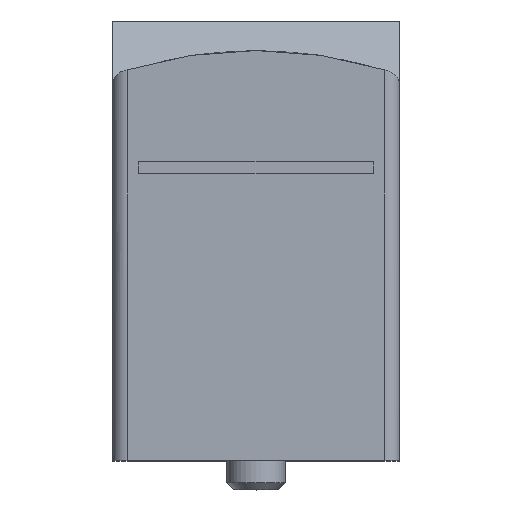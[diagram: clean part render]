
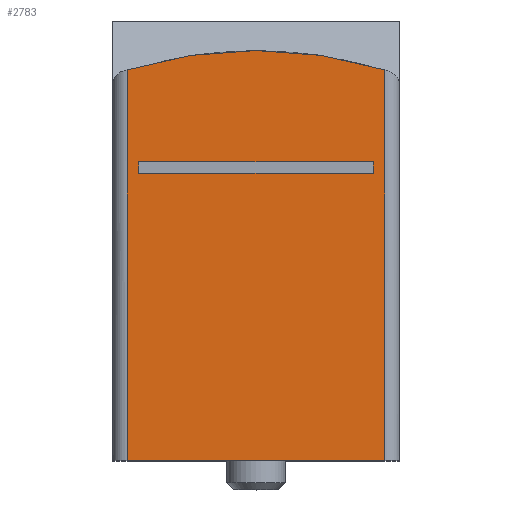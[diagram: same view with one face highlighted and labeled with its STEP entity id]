
A CAD part, top view. The second image highlights one B-rep face of the part: STEP entity #2783.
In plain terms, the highlighted planar face has unit normal (0, 0, 1).
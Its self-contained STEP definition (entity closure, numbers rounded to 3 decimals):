
#38=PLANE('',#3019);
#129=CIRCLE('',#2931,15.);
#320=LINE('',#4346,#614);
#342=LINE('',#4406,#636);
#343=LINE('',#4409,#637);
#344=LINE('',#4411,#638);
#345=LINE('',#4413,#639);
#346=LINE('',#4414,#640);
#347=LINE('',#4415,#641);
#614=VECTOR('',#3443,1000.);
#636=VECTOR('',#3501,1000.);
#637=VECTOR('',#3502,1000.);
#638=VECTOR('',#3503,1000.);
#639=VECTOR('',#3504,1000.);
#640=VECTOR('',#3505,1000.);
#641=VECTOR('',#3506,1000.);
#1035=ORIENTED_EDGE('',*,*,#1831,.F.);
#1036=ORIENTED_EDGE('',*,*,#1832,.T.);
#1037=ORIENTED_EDGE('',*,*,#1833,.T.);
#1038=ORIENTED_EDGE('',*,*,#1834,.F.);
#1039=ORIENTED_EDGE('',*,*,#1798,.T.);
#1040=ORIENTED_EDGE('',*,*,#1835,.F.);
#1041=ORIENTED_EDGE('',*,*,#1665,.T.);
#1042=ORIENTED_EDGE('',*,*,#1836,.T.);
#1665=EDGE_CURVE('',#2079,#2078,#129,.T.);
#1798=EDGE_CURVE('',#2194,#2193,#320,.T.);
#1831=EDGE_CURVE('',#2214,#2215,#342,.T.);
#1832=EDGE_CURVE('',#2214,#2216,#343,.T.);
#1833=EDGE_CURVE('',#2216,#2217,#344,.T.);
#1834=EDGE_CURVE('',#2215,#2217,#345,.T.);
#1835=EDGE_CURVE('',#2079,#2193,#346,.T.);
#1836=EDGE_CURVE('',#2078,#2194,#347,.T.);
#2078=VERTEX_POINT('',#4063);
#2079=VERTEX_POINT('',#4065);
#2193=VERTEX_POINT('',#4345);
#2194=VERTEX_POINT('',#4347);
#2214=VERTEX_POINT('',#4407);
#2215=VERTEX_POINT('',#4408);
#2216=VERTEX_POINT('',#4410);
#2217=VERTEX_POINT('',#4412);
#2395=EDGE_LOOP('',(#1035,#1036,#1037,#1038));
#2396=EDGE_LOOP('',(#1039,#1040,#1041,#1042));
#2567=FACE_BOUND('',#2395,.T.);
#2568=FACE_BOUND('',#2396,.T.);
#2783=ADVANCED_FACE('',(#2567,#2568),#38,.T.);
#2931=AXIS2_PLACEMENT_3D('',#4064,#3220,#3221);
#3019=AXIS2_PLACEMENT_3D('',#4405,#3499,#3500);
#3220=DIRECTION('',(0.,0.,1.));
#3221=DIRECTION('',(1.,0.,0.));
#3443=DIRECTION('',(1.,0.,0.));
#3499=DIRECTION('',(0.,0.,1.));
#3500=DIRECTION('',(1.,0.,0.));
#3501=DIRECTION('',(0.,1.,0.));
#3502=DIRECTION('',(-1.,0.,0.));
#3503=DIRECTION('',(0.,1.,0.));
#3504=DIRECTION('',(-1.,0.,0.));
#3505=DIRECTION('',(0.,-1.,0.));
#3506=DIRECTION('',(0.,-1.,0.));
#4063=CARTESIAN_POINT('',(-4.4,13.34,8.75));
#4064=CARTESIAN_POINT('',(0.,-1.,8.75));
#4065=CARTESIAN_POINT('',(4.4,13.34,8.75));
#4345=CARTESIAN_POINT('',(4.4,0.,8.75));
#4346=CARTESIAN_POINT('',(-4.9,0.,8.75));
#4347=CARTESIAN_POINT('',(-4.4,0.,8.75));
#4405=CARTESIAN_POINT('',(-4.4,12.816,8.75));
#4406=CARTESIAN_POINT('',(4.,9.8,8.75));
#4407=CARTESIAN_POINT('',(4.,9.8,8.75));
#4408=CARTESIAN_POINT('',(4.,10.2,8.75));
#4409=CARTESIAN_POINT('',(4.,9.8,8.75));
#4410=CARTESIAN_POINT('',(-4.,9.8,8.75));
#4411=CARTESIAN_POINT('',(-4.,9.8,8.75));
#4412=CARTESIAN_POINT('',(-4.,10.2,8.75));
#4413=CARTESIAN_POINT('',(4.,10.2,8.75));
#4414=CARTESIAN_POINT('',(4.4,14.,8.75));
#4415=CARTESIAN_POINT('',(-4.4,14.,8.75));
